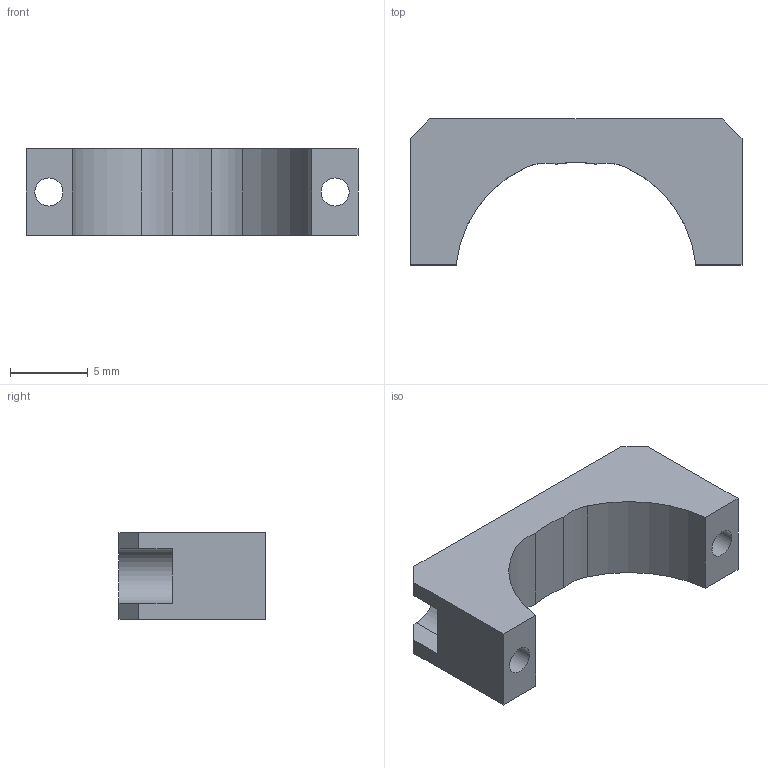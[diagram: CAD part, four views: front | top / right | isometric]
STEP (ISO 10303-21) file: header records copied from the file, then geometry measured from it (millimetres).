
FILE_DESCRIPTION(/* description */ ('NP2 FC CLAMP'),/* implementation_level */ '2;1');
FILE_NAME(/* name */ 'J010040 NP2 FC CLAMP Rev -.stp',/* time_stamp */ '2021-10-14T13:18:22-04:00',/* author */ ('arnoldj'),/* organization */ (''),/* preprocessor_version */ 'ST-DEVELOPER v18',/* originating_system */ 'Autodesk Inventor 2020',/* authorisation */ '');
FILE_SCHEMA (('AUTOMOTIVE_DESIGN { 1 0 10303 214 3 1 1 }'));
Length unit declared in the file: inch
Products named in the file (1): J010040
Bounding box: 21.36 x 9.4 x 5.59 mm (x, y, z)
Volume: 567 mm3; surface area: 705.9 mm2
Topology: 1 solids, 1 shells, 26 faces, 73 edges, 49 vertices
Faces by surface type: plane 17, cylinder 9
Full cylindrical faces by diameter (mm): 1.803 x2
Entity records: 895 total; most frequent: CARTESIAN_POINT 149, ORIENTED_EDGE 146, DIRECTION 146, EDGE_CURVE 73, LINE 54, VECTOR 54, VERTEX_POINT 49, AXIS2_PLACEMENT_3D 46
